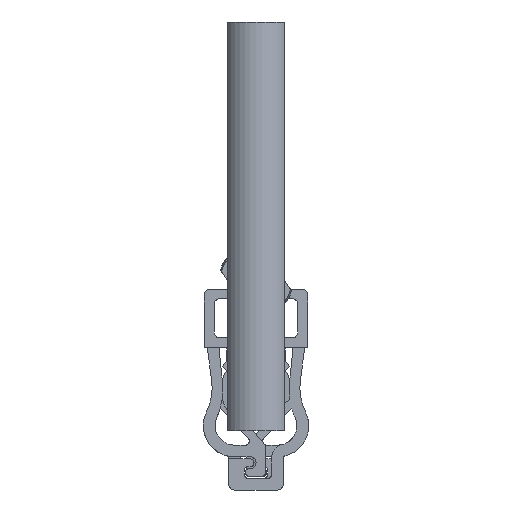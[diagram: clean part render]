
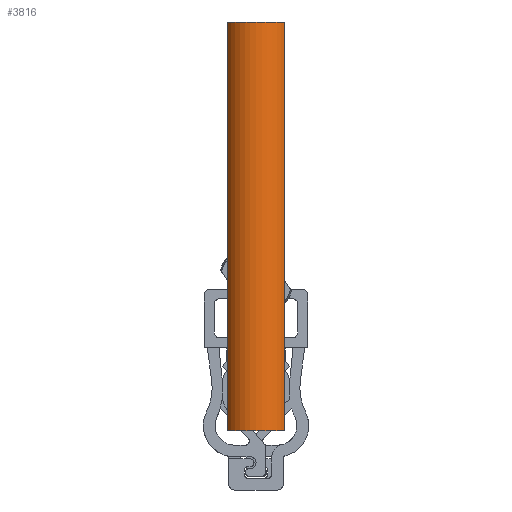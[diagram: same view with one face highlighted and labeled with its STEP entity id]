
A CAD part, front view. The second image highlights one B-rep face of the part: STEP entity #3816.
In plain terms, the highlighted cylindrical face has radius 1.75 mm (diameter 3.5 mm), a partial arc.
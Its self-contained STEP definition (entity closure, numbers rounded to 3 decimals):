
#61=CYLINDRICAL_SURFACE('',#4048,1.75);
#149=CIRCLE('',#4049,1.75);
#150=CIRCLE('',#4050,1.75);
#357=ORIENTED_EDGE('',*,*,#1279,.F.);
#358=ORIENTED_EDGE('',*,*,#1282,.F.);
#359=ORIENTED_EDGE('',*,*,#1268,.T.);
#360=ORIENTED_EDGE('',*,*,#1283,.T.);
#1268=EDGE_CURVE('',#1727,#1726,#2013,.T.);
#1279=EDGE_CURVE('',#1735,#1736,#2023,.T.);
#1282=EDGE_CURVE('',#1727,#1735,#149,.T.);
#1283=EDGE_CURVE('',#1726,#1736,#150,.T.);
#1726=VERTEX_POINT('',#5482);
#1727=VERTEX_POINT('',#5484);
#1735=VERTEX_POINT('',#5503);
#1736=VERTEX_POINT('',#5505);
#2013=LINE('',#5483,#2331);
#2023=LINE('',#5504,#2341);
#2331=VECTOR('',#4461,1000.);
#2341=VECTOR('',#4475,1000.);
#2633=EDGE_LOOP('',(#357,#358,#359,#360));
#2843=FACE_BOUND('',#2633,.T.);
#3816=ADVANCED_FACE('',(#2843),#61,.T.);
#4048=AXIS2_PLACEMENT_3D('',#5509,#4481,#4482);
#4049=AXIS2_PLACEMENT_3D('',#5510,#4483,#4484);
#4050=AXIS2_PLACEMENT_3D('',#5511,#4485,#4486);
#4461=DIRECTION('',(0.,0.,-1.));
#4475=DIRECTION('',(0.,0.,-1.));
#4481=DIRECTION('',(0.,0.,-1.));
#4482=DIRECTION('',(-1.,0.,0.));
#4483=DIRECTION('',(0.,0.,1.));
#4484=DIRECTION('',(1.,0.,0.));
#4485=DIRECTION('',(0.,0.,1.));
#4486=DIRECTION('',(1.,0.,0.));
#5482=CARTESIAN_POINT('',(-1.475,0.808,0.));
#5483=CARTESIAN_POINT('',(-1.475,0.808,20.95));
#5484=CARTESIAN_POINT('',(-1.475,0.808,20.95));
#5503=CARTESIAN_POINT('',(1.475,0.808,20.95));
#5504=CARTESIAN_POINT('',(1.475,0.808,20.95));
#5505=CARTESIAN_POINT('',(1.475,0.808,0.));
#5509=CARTESIAN_POINT('',(0.,1.75,20.95));
#5510=CARTESIAN_POINT('',(0.,1.75,20.95));
#5511=CARTESIAN_POINT('',(0.,1.75,0.));
